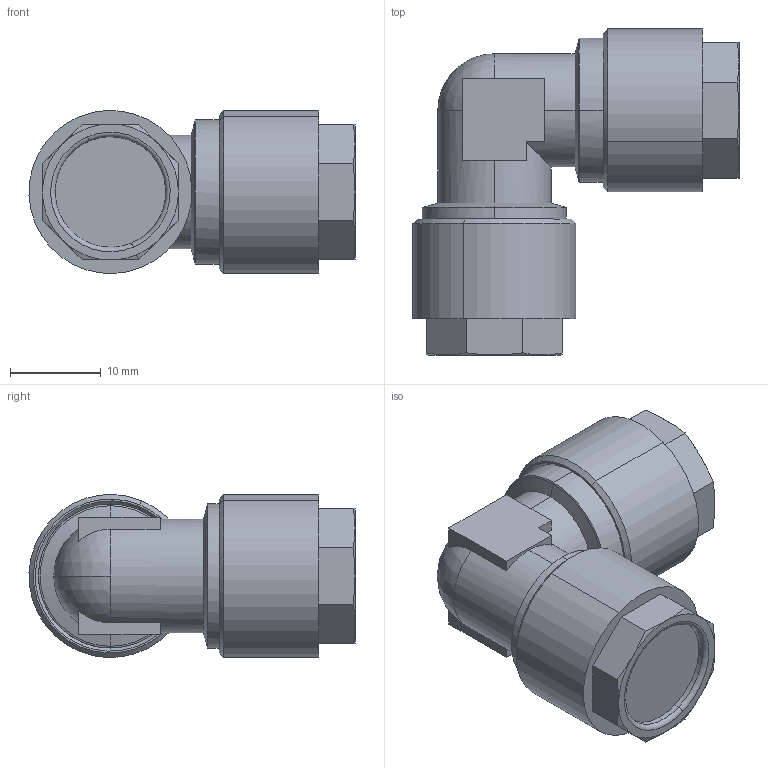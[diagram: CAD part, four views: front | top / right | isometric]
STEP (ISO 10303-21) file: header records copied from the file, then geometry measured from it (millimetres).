
FILE_DESCRIPTION (( 'STEP AP214' ), '1' );
FILE_NAME ('0113000007.step', '2012-09-28T13:24:35', ( '' ), ( '' ), 'SwSTEP 2.0', 'SolidWorks 2012', '' );
FILE_SCHEMA (( 'AUTOMOTIVE_DESIGN' ));
Length unit declared in the file: millimetre
Products named in the file (1): 0113000007
Bounding box: 35.99 x 35.99 x 17.98 mm (x, y, z)
Volume: 10027.2 mm3; surface area: 3508.8 mm2
Topology: 1 solids, 1 shells, 92 faces, 214 edges, 130 vertices
Faces by surface type: plane 38, cone 30, cylinder 16, torus 6, sphere 2
Entity records: 3679 total; most frequent: CARTESIAN_POINT 536, DIRECTION 454, ORIENTED_EDGE 428, EDGE_CURVE 214, AXIS2_PLACEMENT_3D 180, VERTEX_POINT 130, EDGE_LOOP 98, UNCERTAINTY_MEASURE_WITH_UNIT 95
